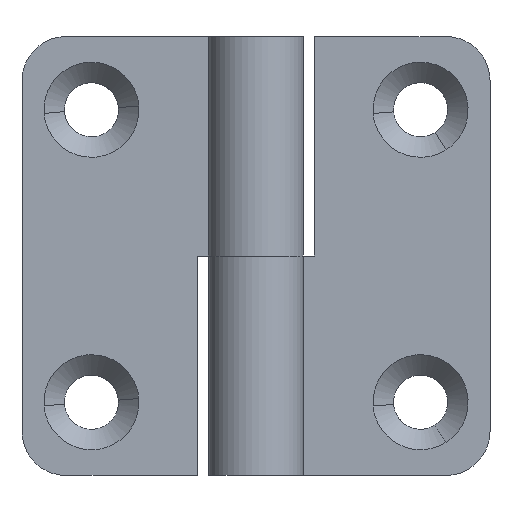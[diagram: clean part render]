
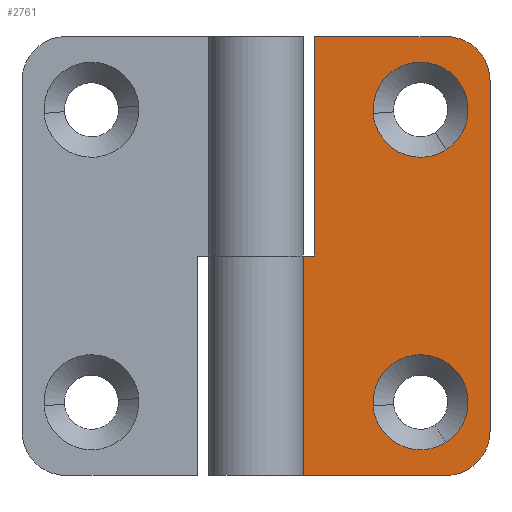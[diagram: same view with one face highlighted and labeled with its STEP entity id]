
A CAD part, front view. The second image highlights one B-rep face of the part: STEP entity #2761.
In plain terms, the highlighted free-form (B-spline) face has degree [1, 1] with [2, 2] control points.
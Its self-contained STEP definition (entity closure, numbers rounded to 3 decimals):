
#1663=CARTESIAN_POINT('',(12.998,1.75,22.26));
#1664=VERTEX_POINT('',#1663);
#1670=CARTESIAN_POINT('',(11.25,1.75,28.25));
#1671=VERTEX_POINT('',#1670);
#1672=CARTESIAN_POINT('',(11.25,1.75,28.25));
#1673=CARTESIAN_POINT('',(14.5,1.75,28.25));
#1674=CARTESIAN_POINT('',(14.5,1.75,25.));
#1675=CARTESIAN_POINT('',(14.5,1.75,23.218));
#1676=CARTESIAN_POINT('',(12.998,1.75,22.26));
#1684=(BOUNDED_CURVE()B_SPLINE_CURVE(2,(#1672,#1673,#1674,#1675,#1676),.UNSPECIFIED.,.F.,.U.)B_SPLINE_CURVE_WITH_KNOTS((3,2,3),(0.0,0.25,0.408),.UNSPECIFIED.)CURVE()GEOMETRIC_REPRESENTATION_ITEM()RATIONAL_B_SPLINE_CURVE((1.0,0.707,1.0,0.815,0.864))REPRESENTATION_ITEM(''));
#1685=EDGE_CURVE('',#1671,#1664,#1684,.T.);
#1687=CARTESIAN_POINT('',(8.01,1.75,24.745));
#1688=VERTEX_POINT('',#1687);
#1689=CARTESIAN_POINT('',(8.01,1.75,24.745));
#1690=CARTESIAN_POINT('',(8.,1.75,24.872));
#1691=CARTESIAN_POINT('',(8.,1.75,25.));
#1692=CARTESIAN_POINT('',(8.,1.75,28.25));
#1693=CARTESIAN_POINT('',(11.25,1.75,28.25));
#1701=(BOUNDED_CURVE()B_SPLINE_CURVE(2,(#1689,#1690,#1691,#1692,#1693),.UNSPECIFIED.,.F.,.U.)B_SPLINE_CURVE_WITH_KNOTS((3,2,3),(0.736,0.75,1.0),.UNSPECIFIED.)CURVE()GEOMETRIC_REPRESENTATION_ITEM()RATIONAL_B_SPLINE_CURVE((0.97,0.984,1.0,0.707,1.0))REPRESENTATION_ITEM(''));
#1702=EDGE_CURVE('',#1688,#1671,#1701,.T.);
#1806=CARTESIAN_POINT('',(11.25,1.75,21.75));
#1807=VERTEX_POINT('',#1806);
#1808=CARTESIAN_POINT('',(11.25,1.75,21.75));
#1809=CARTESIAN_POINT('',(8.246,1.75,21.75));
#1810=CARTESIAN_POINT('',(8.01,1.75,24.745));
#1818=(BOUNDED_CURVE()B_SPLINE_CURVE(2,(#1808,#1809,#1810),.UNSPECIFIED.,.F.,.U.)B_SPLINE_CURVE_WITH_KNOTS((3,3),(0.5,0.736),.UNSPECIFIED.)CURVE()GEOMETRIC_REPRESENTATION_ITEM()RATIONAL_B_SPLINE_CURVE((1.0,0.723,0.97))REPRESENTATION_ITEM(''));
#1819=EDGE_CURVE('',#1807,#1688,#1818,.T.);
#1821=CARTESIAN_POINT('',(12.998,1.75,22.26));
#1822=CARTESIAN_POINT('',(12.198,1.75,21.75));
#1823=CARTESIAN_POINT('',(11.25,1.75,21.75));
#1831=(BOUNDED_CURVE()B_SPLINE_CURVE(2,(#1821,#1822,#1823),.UNSPECIFIED.,.F.,.U.)B_SPLINE_CURVE_WITH_KNOTS((3,3),(0.408,0.5),.UNSPECIFIED.)CURVE()GEOMETRIC_REPRESENTATION_ITEM()RATIONAL_B_SPLINE_CURVE((0.864,0.892,1.0))REPRESENTATION_ITEM(''));
#1832=EDGE_CURVE('',#1664,#1807,#1831,.T.);
#2007=CARTESIAN_POINT('',(12.998,1.75,2.26));
#2008=VERTEX_POINT('',#2007);
#2014=CARTESIAN_POINT('',(11.25,1.75,8.25));
#2015=VERTEX_POINT('',#2014);
#2016=CARTESIAN_POINT('',(11.25,1.75,8.25));
#2017=CARTESIAN_POINT('',(14.5,1.75,8.25));
#2018=CARTESIAN_POINT('',(14.5,1.75,5.0));
#2019=CARTESIAN_POINT('',(14.5,1.75,3.218));
#2020=CARTESIAN_POINT('',(12.998,1.75,2.26));
#2028=(BOUNDED_CURVE()B_SPLINE_CURVE(2,(#2016,#2017,#2018,#2019,#2020),.UNSPECIFIED.,.F.,.U.)B_SPLINE_CURVE_WITH_KNOTS((3,2,3),(0.0,0.25,0.408),.UNSPECIFIED.)CURVE()GEOMETRIC_REPRESENTATION_ITEM()RATIONAL_B_SPLINE_CURVE((1.0,0.707,1.0,0.815,0.864))REPRESENTATION_ITEM(''));
#2029=EDGE_CURVE('',#2015,#2008,#2028,.T.);
#2031=CARTESIAN_POINT('',(8.01,1.75,4.745));
#2032=VERTEX_POINT('',#2031);
#2033=CARTESIAN_POINT('',(8.01,1.75,4.745));
#2034=CARTESIAN_POINT('',(8.,1.75,4.872));
#2035=CARTESIAN_POINT('',(8.,1.75,5.0));
#2036=CARTESIAN_POINT('',(8.,1.75,8.25));
#2037=CARTESIAN_POINT('',(11.25,1.75,8.25));
#2045=(BOUNDED_CURVE()B_SPLINE_CURVE(2,(#2033,#2034,#2035,#2036,#2037),.UNSPECIFIED.,.F.,.U.)B_SPLINE_CURVE_WITH_KNOTS((3,2,3),(0.736,0.75,1.0),.UNSPECIFIED.)CURVE()GEOMETRIC_REPRESENTATION_ITEM()RATIONAL_B_SPLINE_CURVE((0.97,0.984,1.0,0.707,1.0))REPRESENTATION_ITEM(''));
#2046=EDGE_CURVE('',#2032,#2015,#2045,.T.);
#2150=CARTESIAN_POINT('',(11.25,1.75,1.75));
#2151=VERTEX_POINT('',#2150);
#2152=CARTESIAN_POINT('',(11.25,1.75,1.75));
#2153=CARTESIAN_POINT('',(8.246,1.75,1.75));
#2154=CARTESIAN_POINT('',(8.01,1.75,4.745));
#2162=(BOUNDED_CURVE()B_SPLINE_CURVE(2,(#2152,#2153,#2154),.UNSPECIFIED.,.F.,.U.)B_SPLINE_CURVE_WITH_KNOTS((3,3),(0.5,0.736),.UNSPECIFIED.)CURVE()GEOMETRIC_REPRESENTATION_ITEM()RATIONAL_B_SPLINE_CURVE((1.0,0.723,0.97))REPRESENTATION_ITEM(''));
#2163=EDGE_CURVE('',#2151,#2032,#2162,.T.);
#2165=CARTESIAN_POINT('',(12.998,1.75,2.26));
#2166=CARTESIAN_POINT('',(12.198,1.75,1.75));
#2167=CARTESIAN_POINT('',(11.25,1.75,1.75));
#2175=(BOUNDED_CURVE()B_SPLINE_CURVE(2,(#2165,#2166,#2167),.UNSPECIFIED.,.F.,.U.)B_SPLINE_CURVE_WITH_KNOTS((3,3),(0.408,0.5),.UNSPECIFIED.)CURVE()GEOMETRIC_REPRESENTATION_ITEM()RATIONAL_B_SPLINE_CURVE((0.864,0.892,1.0))REPRESENTATION_ITEM(''));
#2176=EDGE_CURVE('',#2008,#2151,#2175,.T.);
#2317=CARTESIAN_POINT('',(4.,1.75,30.));
#2318=VERTEX_POINT('',#2317);
#2331=CARTESIAN_POINT('',(4.,1.75,15.0));
#2332=VERTEX_POINT('',#2331);
#2338=CARTESIAN_POINT('',(4.,1.75,30.));
#2339=CARTESIAN_POINT('',(4.,1.75,15.0));
#2340=QUASI_UNIFORM_CURVE('',1,(#2338,#2339),.UNSPECIFIED.,.F.,.U.);
#2341=EDGE_CURVE('',#2318,#2332,#2340,.T.);
#2381=CARTESIAN_POINT('',(0.0,1.75,15.0));
#2382=VERTEX_POINT('',#2381);
#2402=CARTESIAN_POINT('',(4.,1.75,15.0));
#2403=CARTESIAN_POINT('',(0.0,1.75,15.0));
#2404=QUASI_UNIFORM_CURVE('',1,(#2402,#2403),.UNSPECIFIED.,.F.,.U.);
#2405=EDGE_CURVE('',#2332,#2382,#2404,.T.);
#2430=CARTESIAN_POINT('',(16.0,1.75,27.));
#2431=VERTEX_POINT('',#2430);
#2432=CARTESIAN_POINT('',(13.0,1.75,30.));
#2433=VERTEX_POINT('',#2432);
#2434=CARTESIAN_POINT('',(16.0,1.75,27.));
#2435=CARTESIAN_POINT('',(16.,1.75,30.));
#2436=CARTESIAN_POINT('',(13.0,1.75,30.));
#2444=(BOUNDED_CURVE()B_SPLINE_CURVE(2,(#2434,#2435,#2436),.UNSPECIFIED.,.F.,.U.)CURVE()GEOMETRIC_REPRESENTATION_ITEM()QUASI_UNIFORM_CURVE()RATIONAL_B_SPLINE_CURVE((1.0,0.707,1.0))REPRESENTATION_ITEM(''));
#2445=EDGE_CURVE('',#2431,#2433,#2444,.T.);
#2491=CARTESIAN_POINT('',(13.0,1.75,0.0));
#2492=VERTEX_POINT('',#2491);
#2493=CARTESIAN_POINT('',(16.0,1.75,3.0));
#2494=VERTEX_POINT('',#2493);
#2495=CARTESIAN_POINT('',(13.0,1.75,0.0));
#2496=CARTESIAN_POINT('',(16.,1.75,0.0));
#2497=CARTESIAN_POINT('',(16.0,1.75,3.0));
#2505=(BOUNDED_CURVE()B_SPLINE_CURVE(2,(#2495,#2496,#2497),.UNSPECIFIED.,.F.,.U.)CURVE()GEOMETRIC_REPRESENTATION_ITEM()QUASI_UNIFORM_CURVE()RATIONAL_B_SPLINE_CURVE((1.0,0.707,1.0))REPRESENTATION_ITEM(''));
#2506=EDGE_CURVE('',#2492,#2494,#2505,.T.);
#2549=CARTESIAN_POINT('',(13.0,1.75,30.));
#2550=CARTESIAN_POINT('',(4.,1.75,30.));
#2551=QUASI_UNIFORM_CURVE('',1,(#2549,#2550),.UNSPECIFIED.,.F.,.U.);
#2552=EDGE_CURVE('',#2433,#2318,#2551,.T.);
#2564=CARTESIAN_POINT('',(0.0,1.75,0.0));
#2565=VERTEX_POINT('',#2564);
#2566=CARTESIAN_POINT('',(13.0,1.75,0.0));
#2567=CARTESIAN_POINT('',(0.0,1.75,0.0));
#2568=QUASI_UNIFORM_CURVE('',1,(#2566,#2567),.UNSPECIFIED.,.F.,.U.);
#2569=EDGE_CURVE('',#2492,#2565,#2568,.T.);
#2673=CARTESIAN_POINT('',(0.0,1.75,0.0));
#2674=CARTESIAN_POINT('',(0.0,1.75,15.0));
#2675=QUASI_UNIFORM_CURVE('',1,(#2673,#2674),.UNSPECIFIED.,.F.,.U.);
#2676=EDGE_CURVE('',#2565,#2382,#2675,.T.);
#2725=CARTESIAN_POINT('',(16.0,1.75,3.0));
#2726=CARTESIAN_POINT('',(16.0,1.75,27.));
#2727=QUASI_UNIFORM_CURVE('',1,(#2725,#2726),.UNSPECIFIED.,.F.,.U.);
#2728=EDGE_CURVE('',#2494,#2431,#2727,.T.);
#2734=CARTESIAN_POINT('',(-0.799,1.75,-1.499));
#2735=CARTESIAN_POINT('',(-0.799,1.75,31.499));
#2736=CARTESIAN_POINT('',(16.799,1.75,-1.499));
#2737=CARTESIAN_POINT('',(16.799,1.75,31.499));
#2738=B_SPLINE_SURFACE_WITH_KNOTS('',1,1,((#2734,#2736),(#2735,#2737)),.UNSPECIFIED.,.F.,.F.,.U.,(2,2),(2,2),(0.0,32.997),(0.0,17.598),.UNSPECIFIED.);
#2739=ORIENTED_EDGE('',*,*,#2552,.T.);
#2740=ORIENTED_EDGE('',*,*,#2341,.T.);
#2741=ORIENTED_EDGE('',*,*,#2405,.T.);
#2742=ORIENTED_EDGE('',*,*,#2676,.F.);
#2743=ORIENTED_EDGE('',*,*,#2569,.F.);
#2744=ORIENTED_EDGE('',*,*,#2506,.T.);
#2745=ORIENTED_EDGE('',*,*,#2728,.T.);
#2746=ORIENTED_EDGE('',*,*,#2445,.T.);
#2747=EDGE_LOOP('',(#2739,#2740,#2741,#2742,#2743,#2744,#2745,#2746));
#2748=FACE_OUTER_BOUND('',#2747,.T.);
#2749=ORIENTED_EDGE('',*,*,#2163,.T.);
#2750=ORIENTED_EDGE('',*,*,#2046,.T.);
#2751=ORIENTED_EDGE('',*,*,#2029,.T.);
#2752=ORIENTED_EDGE('',*,*,#2176,.T.);
#2753=EDGE_LOOP('',(#2749,#2750,#2751,#2752));
#2754=FACE_BOUND('',#2753,.T.);
#2755=ORIENTED_EDGE('',*,*,#1819,.T.);
#2756=ORIENTED_EDGE('',*,*,#1702,.T.);
#2757=ORIENTED_EDGE('',*,*,#1685,.T.);
#2758=ORIENTED_EDGE('',*,*,#1832,.T.);
#2759=EDGE_LOOP('',(#2755,#2756,#2757,#2758));
#2760=FACE_BOUND('',#2759,.T.);
#2761=ADVANCED_FACE('',(#2748,#2754,#2760),#2738,.F.);
